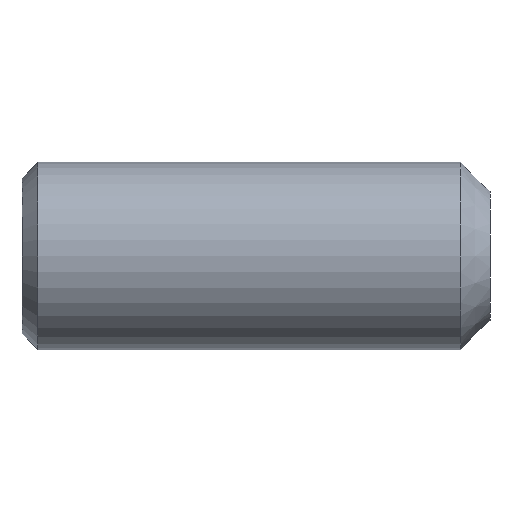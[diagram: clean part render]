
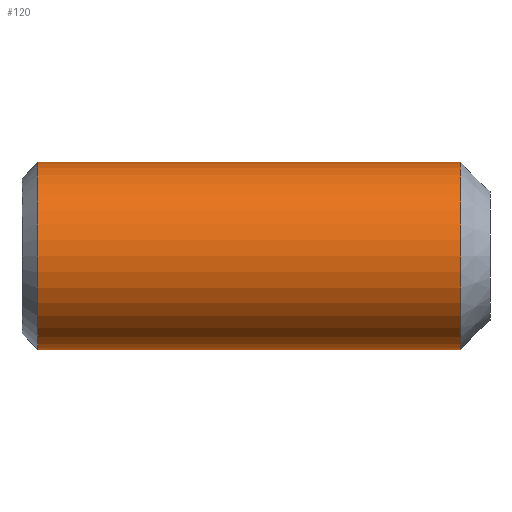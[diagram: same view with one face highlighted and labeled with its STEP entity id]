
A CAD part, front view. The second image highlights one B-rep face of the part: STEP entity #120.
In plain terms, the highlighted cylindrical face has radius 4 mm (diameter 8 mm), a full revolution.
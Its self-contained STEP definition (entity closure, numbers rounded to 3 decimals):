
#120=ADVANCED_FACE('',(#216,#218),#220,.T.);
#216=FACE_OUTER_BOUND('',#217,.T.);
#217=EDGE_LOOP('',(#281));
#218=FACE_OUTER_BOUND('',#219,.T.);
#219=EDGE_LOOP('',(#282));
#220=CYLINDRICAL_SURFACE('',#221,4.);
#221=AXIS2_PLACEMENT_3D('',#222,#223,#224);
#222=CARTESIAN_POINT('',(0.677,0.,0.));
#223=DIRECTION('',(1.,0.,0.));
#224=DIRECTION('',(0.,1.,0.));
#281=ORIENTED_EDGE('',*,*,#312,.F.);
#282=ORIENTED_EDGE('',*,*,#292,.T.);
#292=EDGE_CURVE('',#314,#314,#315,.T.);
#312=EDGE_CURVE('',#348,#348,#349,.T.);
#314=VERTEX_POINT('',#352);
#315=CIRCLE('',#353,4.);
#348=VERTEX_POINT('',#675);
#349=CIRCLE('',#676,4.);
#352=CARTESIAN_POINT('',(0.677,4.,0.));
#353=AXIS2_PLACEMENT_3D('',#354,#355,#356);
#354=CARTESIAN_POINT('',(0.677,0.,0.));
#355=DIRECTION('',(1.,0.,0.));
#356=DIRECTION('',(0.,1.,0.));
#675=CARTESIAN_POINT('',(18.75,4.,0.));
#676=AXIS2_PLACEMENT_3D('',#677,#678,#679);
#677=CARTESIAN_POINT('',(18.75,0.,0.));
#678=DIRECTION('',(1.,0.,0.));
#679=DIRECTION('',(0.,1.,0.));
